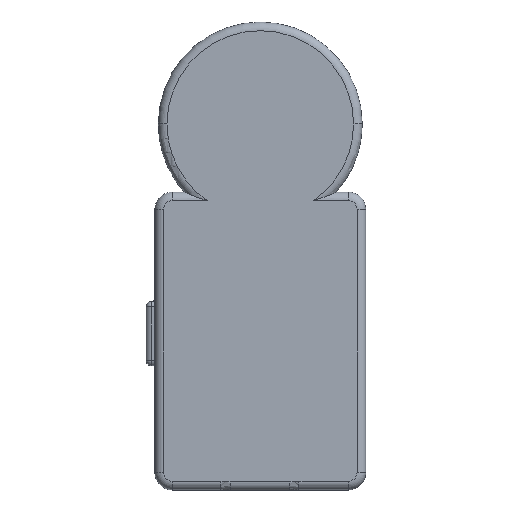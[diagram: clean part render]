
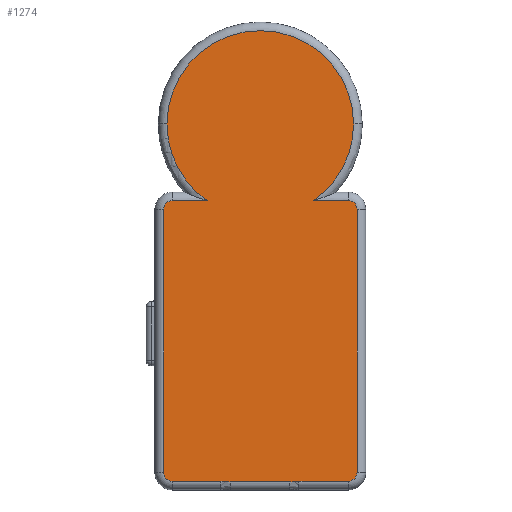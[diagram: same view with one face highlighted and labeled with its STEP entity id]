
A CAD part, top view. The second image highlights one B-rep face of the part: STEP entity #1274.
In plain terms, the highlighted planar face has unit normal (0, 0, 1).
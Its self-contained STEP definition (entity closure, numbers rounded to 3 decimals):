
#33 = CARTESIAN_POINT ( 'NONE',  ( 10.157, -40.151, 3.76 ) ) ;
#189 = LINE ( 'NONE', #3866, #345 ) ;
#192 = CARTESIAN_POINT ( 'NONE',  ( 0., 0., 3.76 ) ) ;
#207 = EDGE_CURVE ( 'NONE', #5961, #3852, #6528, .T. ) ;
#225 = VERTEX_POINT ( 'NONE', #5363 ) ;
#345 = VECTOR ( 'NONE', #2617, 1000. ) ;
#354 = VERTEX_POINT ( 'NONE', #3709 ) ;
#395 = EDGE_CURVE ( 'NONE', #2131, #5343, #5725, .T. ) ;
#420 = VERTEX_POINT ( 'NONE', #7474 ) ;
#437 = AXIS2_PLACEMENT_3D ( 'NONE', #1064, #3425, #5309 ) ;
#522 = AXIS2_PLACEMENT_3D ( 'NONE', #33, #2459, #3151 ) ;
#542 = FACE_OUTER_BOUND ( 'NONE', #5219, .T. ) ;
#705 = CARTESIAN_POINT ( 'NONE',  ( 4.458, -41.151, 3.76 ) ) ;
#820 = LINE ( 'NONE', #6227, #7893 ) ;
#907 = VERTEX_POINT ( 'NONE', #705 ) ;
#1064 = CARTESIAN_POINT ( 'NONE',  ( 10.157, -9.851, 3.76 ) ) ;
#1085 = CARTESIAN_POINT ( 'NONE',  ( 11.157, -7.851, 3.76 ) ) ;
#1135 = PLANE ( 'NONE',  #3371 ) ;
#1159 = EDGE_CURVE ( 'NONE', #420, #4064, #2223, .T. ) ;
#1238 = ORIENTED_EDGE ( 'NONE', *, *, #4639, .T. ) ;
#1239 = VECTOR ( 'NONE', #1973, 1000. ) ;
#1247 = CARTESIAN_POINT ( 'NONE',  ( 0., 0., 3.76 ) ) ;
#1248 = VERTEX_POINT ( 'NONE', #2448 ) ;
#1274 = ADVANCED_FACE ( 'NONE', ( #542 ), #1135, .T. ) ;
#1296 = AXIS2_PLACEMENT_3D ( 'NONE', #192, #5711, #5836 ) ;
#1308 = CARTESIAN_POINT ( 'NONE',  ( 8.742, -8.851, 3.76 ) ) ;
#1404 = CIRCLE ( 'NONE', #522, 1. ) ;
#1555 = EDGE_CURVE ( 'NONE', #6016, #354, #6159, .T. ) ;
#1576 = EDGE_CURVE ( 'NONE', #7116, #907, #5707, .T. ) ;
#1606 = LINE ( 'NONE', #1085, #1977 ) ;
#1645 = CARTESIAN_POINT ( 'NONE',  ( 3.577, -41.234, 3.76 ) ) ;
#1661 = ORIENTED_EDGE ( 'NONE', *, *, #1555, .T. ) ;
#1780 = ORIENTED_EDGE ( 'NONE', *, *, #6176, .T. ) ;
#1793 = CIRCLE ( 'NONE', #2957, 1. ) ;
#1853 = CARTESIAN_POINT ( 'NONE',  ( 12.157, -41.151, 3.76 ) ) ;
#1873 = CARTESIAN_POINT ( 'NONE',  ( 3.4, -41.234, 3.76 ) ) ;
#1906 = CARTESIAN_POINT ( 'NONE',  ( -3.474, -41.234, 3.76 ) ) ;
#1973 = DIRECTION ( 'NONE',  ( 1., 0., 0. ) ) ;
#1977 = VECTOR ( 'NONE', #2889, 1000. ) ;
#2129 = DIRECTION ( 'NONE',  ( 1., 0., 0. ) ) ;
#2131 = VERTEX_POINT ( 'NONE', #6072 ) ;
#2223 = CIRCLE ( 'NONE', #437, 1. ) ;
#2271 = EDGE_CURVE ( 'NONE', #907, #5735, #189, .T. ) ;
#2363 = LINE ( 'NONE', #1308, #6700 ) ;
#2424 = CARTESIAN_POINT ( 'NONE',  ( -4.532, -41.151, 3.76 ) ) ;
#2432 = VERTEX_POINT ( 'NONE', #3509 ) ;
#2448 = CARTESIAN_POINT ( 'NONE',  ( -10.75, 0., 3.76 ) ) ;
#2459 = DIRECTION ( 'NONE',  ( 0., 0., -1. ) ) ;
#2568 = AXIS2_PLACEMENT_3D ( 'NONE', #7273, #4200, #4805 ) ;
#2615 = AXIS2_PLACEMENT_3D ( 'NONE', #5286, #6492, #4267 ) ;
#2617 = DIRECTION ( 'NONE',  ( 1., 0., 0. ) ) ;
#2757 = CARTESIAN_POINT ( 'NONE',  ( 6.101, -8.851, 3.76 ) ) ;
#2760 = EDGE_CURVE ( 'NONE', #225, #2131, #5583, .T. ) ;
#2798 = EDGE_CURVE ( 'NONE', #2432, #7645, #820, .T. ) ;
#2889 = DIRECTION ( 'NONE',  ( 0., 1., 0. ) ) ;
#2926 = CARTESIAN_POINT ( 'NONE',  ( 4.281, -41.151, 3.76 ) ) ;
#2957 = AXIS2_PLACEMENT_3D ( 'NONE', #6931, #5173, #2129 ) ;
#3047 = CARTESIAN_POINT ( 'NONE',  ( 0., 0., 3.76 ) ) ;
#3100 = DIRECTION ( 'NONE',  ( -1., 0., 0. ) ) ;
#3151 = DIRECTION ( 'NONE',  ( 1., 0., 0. ) ) ;
#3201 = ORIENTED_EDGE ( 'NONE', *, *, #1576, .T. ) ;
#3371 = AXIS2_PLACEMENT_3D ( 'NONE', #1247, #3614, #4895 ) ;
#3401 = DIRECTION ( 'NONE',  ( 1., 0., 0. ) ) ;
#3425 = DIRECTION ( 'NONE',  ( 0., 0., -1. ) ) ;
#3509 = CARTESIAN_POINT ( 'NONE',  ( -6.101, -8.851, 3.76 ) ) ;
#3524 = CARTESIAN_POINT ( 'NONE',  ( -11.143, -42.151, 3.76 ) ) ;
#3572 = DIRECTION ( 'NONE',  ( 0., 0., 1. ) ) ;
#3597 = CARTESIAN_POINT ( 'NONE',  ( 3.4, -41.234, 3.76 ) ) ;
#3614 = DIRECTION ( 'NONE',  ( 0., 0., 1. ) ) ;
#3684 = ORIENTED_EDGE ( 'NONE', *, *, #6848, .F. ) ;
#3709 = CARTESIAN_POINT ( 'NONE',  ( 10.75, 0., 3.76 ) ) ;
#3754 = DIRECTION ( 'NONE',  ( -1., 0., 0. ) ) ;
#3852 = VERTEX_POINT ( 'NONE', #4042 ) ;
#3866 = CARTESIAN_POINT ( 'NONE',  ( 12.157, -41.151, 3.76 ) ) ;
#3977 = CARTESIAN_POINT ( 'NONE',  ( -3.474, -41.234, 3.76 ) ) ;
#4042 = CARTESIAN_POINT ( 'NONE',  ( -11.143, -40.151, 3.76 ) ) ;
#4064 = VERTEX_POINT ( 'NONE', #6262 ) ;
#4088 = CARTESIAN_POINT ( 'NONE',  ( 4.105, -41.172, 3.76 ) ) ;
#4199 = DIRECTION ( 'NONE',  ( 0., -1., 0. ) ) ;
#4200 = DIRECTION ( 'NONE',  ( 0., 0., 1. ) ) ;
#4267 = DIRECTION ( 'NONE',  ( 1., 0., 0. ) ) ;
#4387 = CARTESIAN_POINT ( 'NONE',  ( -3.828, -41.215, 3.76 ) ) ;
#4403 = ORIENTED_EDGE ( 'NONE', *, *, #4675, .F. ) ;
#4516 = VECTOR ( 'NONE', #4199, 1000. ) ;
#4639 = EDGE_CURVE ( 'NONE', #5196, #4064, #1606, .T. ) ;
#4675 = EDGE_CURVE ( 'NONE', #225, #3852, #6974, .T. ) ;
#4747 = VECTOR ( 'NONE', #3401, 1000. ) ;
#4770 = CARTESIAN_POINT ( 'NONE',  ( 10.157, -41.151, 3.76 ) ) ;
#4805 = DIRECTION ( 'NONE',  ( 1., 0., 0. ) ) ;
#4895 = DIRECTION ( 'NONE',  ( 1., 0., 0. ) ) ;
#4930 = ORIENTED_EDGE ( 'NONE', *, *, #2798, .T. ) ;
#4937 = ORIENTED_EDGE ( 'NONE', *, *, #7640, .T. ) ;
#4938 = CARTESIAN_POINT ( 'NONE',  ( 11.157, -40.151, 3.76 ) ) ;
#4954 = CARTESIAN_POINT ( 'NONE',  ( -4.179, -41.172, 3.76 ) ) ;
#4958 = CARTESIAN_POINT ( 'NONE',  ( -11.143, -9.851, 3.76 ) ) ;
#5056 = ORIENTED_EDGE ( 'NONE', *, *, #207, .T. ) ;
#5173 = DIRECTION ( 'NONE',  ( 0., 0., -1. ) ) ;
#5196 = VERTEX_POINT ( 'NONE', #4938 ) ;
#5219 = EDGE_LOOP ( 'NONE', ( #6031, #7833, #1661, #6966, #4937, #4930, #3684, #5056, #4403, #5685, #7615, #1780, #3201, #6718, #7055, #1238 ) ) ;
#5286 = CARTESIAN_POINT ( 'NONE',  ( -10.143, -40.151, 3.76 ) ) ;
#5309 = DIRECTION ( 'NONE',  ( 1., 0., 0. ) ) ;
#5343 = VERTEX_POINT ( 'NONE', #3977 ) ;
#5363 = CARTESIAN_POINT ( 'NONE',  ( -10.143, -41.151, 3.76 ) ) ;
#5364 = CARTESIAN_POINT ( 'NONE',  ( 3.753, -41.215, 3.76 ) ) ;
#5397 = CARTESIAN_POINT ( 'NONE',  ( -12.143, -41.234, 3.76 ) ) ;
#5505 = AXIS2_PLACEMENT_3D ( 'NONE', #3047, #3572, #5984 ) ;
#5558 = CARTESIAN_POINT ( 'NONE',  ( -4.355, -41.151, 3.76 ) ) ;
#5583 = LINE ( 'NONE', #1853, #1239 ) ;
#5685 = ORIENTED_EDGE ( 'NONE', *, *, #2760, .T. ) ;
#5707 = B_SPLINE_CURVE_WITH_KNOTS ( 'NONE', 3,
 ( #3597, #1645, #5364, #4088, #2926, #6529 ),
 .UNSPECIFIED., .F., .F.,
 ( 4, 2, 4 ),
 ( 0., 0.001, 0.001 ),
 .UNSPECIFIED. ) ;
#5711 = DIRECTION ( 'NONE',  ( 0., 0., 1. ) ) ;
#5725 = B_SPLINE_CURVE_WITH_KNOTS ( 'NONE', 3,
 ( #2424, #5558, #4954, #4387, #7394, #1906 ),
 .UNSPECIFIED., .F., .F.,
 ( 4, 2, 4 ),
 ( 0., 0.001, 0.001 ),
 .UNSPECIFIED. ) ;
#5735 = VERTEX_POINT ( 'NONE', #4770 ) ;
#5836 = DIRECTION ( 'NONE',  ( 1., 0., 0. ) ) ;
#5839 = EDGE_CURVE ( 'NONE', #420, #6016, #2363, .T. ) ;
#5961 = VERTEX_POINT ( 'NONE', #4958 ) ;
#5984 = DIRECTION ( 'NONE',  ( 1., 0., 0. ) ) ;
#6016 = VERTEX_POINT ( 'NONE', #2757 ) ;
#6031 = ORIENTED_EDGE ( 'NONE', *, *, #1159, .F. ) ;
#6072 = CARTESIAN_POINT ( 'NONE',  ( -4.532, -41.151, 3.76 ) ) ;
#6159 = CIRCLE ( 'NONE', #2568, 10.75 ) ;
#6176 = EDGE_CURVE ( 'NONE', #5343, #7116, #7765, .T. ) ;
#6227 = CARTESIAN_POINT ( 'NONE',  ( -12.143, -8.851, 3.76 ) ) ;
#6262 = CARTESIAN_POINT ( 'NONE',  ( 11.157, -9.851, 3.76 ) ) ;
#6280 = EDGE_CURVE ( 'NONE', #5196, #5735, #1404, .T. ) ;
#6492 = DIRECTION ( 'NONE',  ( 0., 0., -1. ) ) ;
#6528 = LINE ( 'NONE', #3524, #4516 ) ;
#6529 = CARTESIAN_POINT ( 'NONE',  ( 4.458, -41.151, 3.76 ) ) ;
#6582 = EDGE_CURVE ( 'NONE', #354, #1248, #7039, .T. ) ;
#6700 = VECTOR ( 'NONE', #3754, 1000. ) ;
#6718 = ORIENTED_EDGE ( 'NONE', *, *, #2271, .T. ) ;
#6848 = EDGE_CURVE ( 'NONE', #5961, #7645, #1793, .T. ) ;
#6931 = CARTESIAN_POINT ( 'NONE',  ( -10.143, -9.851, 3.76 ) ) ;
#6966 = ORIENTED_EDGE ( 'NONE', *, *, #6582, .T. ) ;
#6974 = CIRCLE ( 'NONE', #2615, 1. ) ;
#7039 = CIRCLE ( 'NONE', #5505, 10.75 ) ;
#7055 = ORIENTED_EDGE ( 'NONE', *, *, #6280, .F. ) ;
#7116 = VERTEX_POINT ( 'NONE', #1873 ) ;
#7273 = CARTESIAN_POINT ( 'NONE',  ( 0., 0., 3.76 ) ) ;
#7307 = CIRCLE ( 'NONE', #1296, 10.75 ) ;
#7394 = CARTESIAN_POINT ( 'NONE',  ( -3.652, -41.234, 3.76 ) ) ;
#7474 = CARTESIAN_POINT ( 'NONE',  ( 10.157, -8.851, 3.76 ) ) ;
#7551 = CARTESIAN_POINT ( 'NONE',  ( -10.143, -8.851, 3.76 ) ) ;
#7615 = ORIENTED_EDGE ( 'NONE', *, *, #395, .T. ) ;
#7640 = EDGE_CURVE ( 'NONE', #1248, #2432, #7307, .T. ) ;
#7645 = VERTEX_POINT ( 'NONE', #7551 ) ;
#7765 = LINE ( 'NONE', #5397, #4747 ) ;
#7833 = ORIENTED_EDGE ( 'NONE', *, *, #5839, .T. ) ;
#7893 = VECTOR ( 'NONE', #3100, 1000. ) ;
